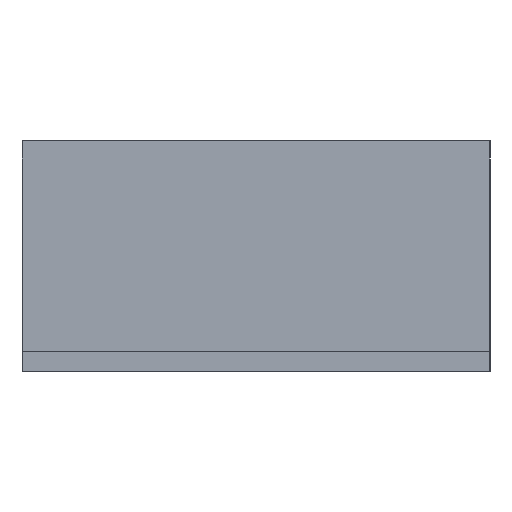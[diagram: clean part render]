
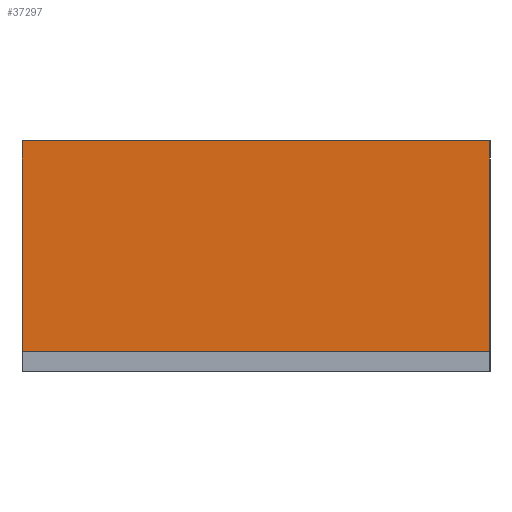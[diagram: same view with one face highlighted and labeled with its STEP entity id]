
A CAD part, left-side view. The second image highlights one B-rep face of the part: STEP entity #37297.
In plain terms, the highlighted planar face has unit normal (-1, 0, 0).
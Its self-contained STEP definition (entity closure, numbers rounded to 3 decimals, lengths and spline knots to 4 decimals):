
#2612=ORIENTED_EDGE('',*,*,#13046,.T.);
#2613=ORIENTED_EDGE('',*,*,#13047,.F.);
#2614=ORIENTED_EDGE('',*,*,#11848,.F.);
#2615=ORIENTED_EDGE('',*,*,#13048,.T.);
#11848=EDGE_CURVE('',#17165,#17166,#21043,.T.);
#13046=EDGE_CURVE('',#18363,#18364,#22239,.T.);
#13047=EDGE_CURVE('',#17166,#18364,#22240,.T.);
#13048=EDGE_CURVE('',#17165,#18363,#22241,.T.);
#17165=VERTEX_POINT('',#64178);
#17166=VERTEX_POINT('',#64179);
#18363=VERTEX_POINT('',#66669);
#18364=VERTEX_POINT('',#66670);
#21043=LINE('',#64177,#26556);
#22239=LINE('',#66668,#27752);
#22240=LINE('',#66671,#27753);
#22241=LINE('',#66672,#27754);
#26556=VECTOR('',#54536,1000.);
#27752=VECTOR('',#55734,1000.);
#27753=VECTOR('',#55735,1000.);
#27754=VECTOR('',#55736,1000.);
#31572=EDGE_LOOP('',(#2612,#2613,#2614,#2615));
#33511=FACE_BOUND('',#31572,.T.);
#35406=PLANE('',#51635);
#37297=ADVANCED_FACE('',(#33511),#35406,.F.);
#51635=AXIS2_PLACEMENT_3D('',#66667,#55732,#55733);
#54536=DIRECTION('',(0.,-1.,0.));
#55732=DIRECTION('',(1.,0.,0.));
#55733=DIRECTION('',(0.,0.,-1.));
#55734=DIRECTION('',(0.,-1.,0.));
#55735=DIRECTION('',(0.,0.,-1.));
#55736=DIRECTION('',(0.,0.,-1.));
#64177=CARTESIAN_POINT('',(-5.,3.,2.96));
#64178=CARTESIAN_POINT('',(-5.,3.,2.96));
#64179=CARTESIAN_POINT('',(-5.,-3.,2.96));
#66667=CARTESIAN_POINT('',(-5.,3.,2.96));
#66668=CARTESIAN_POINT('',(-5.,3.,0.26));
#66669=CARTESIAN_POINT('',(-5.,3.,0.26));
#66670=CARTESIAN_POINT('',(-5.,-3.,0.26));
#66671=CARTESIAN_POINT('',(-5.,-3.,2.96));
#66672=CARTESIAN_POINT('',(-5.,3.,2.96));
